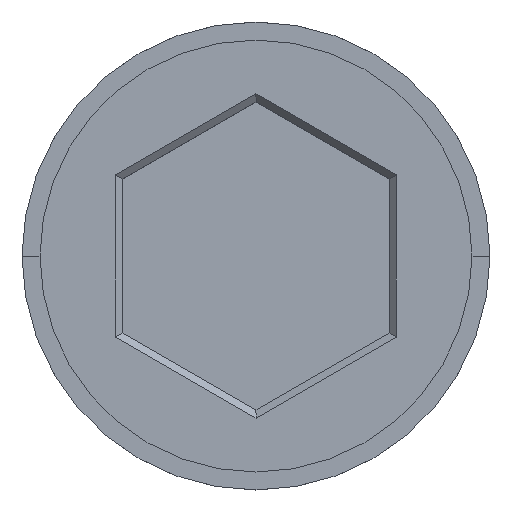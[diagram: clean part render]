
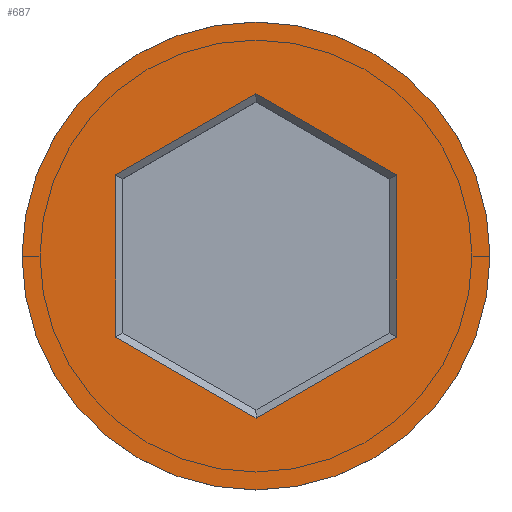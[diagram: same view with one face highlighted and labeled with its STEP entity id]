
A CAD part, top view. The second image highlights one B-rep face of the part: STEP entity #687.
In plain terms, the highlighted planar face has unit normal (0, 0, 1).
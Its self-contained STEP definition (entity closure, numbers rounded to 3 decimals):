
#1 = EDGE_CURVE ( 'NONE', #891, #1264, #675, .T. ) ;
#2 = CARTESIAN_POINT ( 'NONE',  ( -3.9, 2.136, 0. ) ) ;
#10 = LINE ( 'NONE', #2, #116 ) ;
#16 = VERTEX_POINT ( 'NONE', #1125 ) ;
#26 = VECTOR ( 'NONE', #621, 1000. ) ;
#74 = DIRECTION ( 'NONE',  ( 1., 0., 0. ) ) ;
#116 = VECTOR ( 'NONE', #921, 1000. ) ;
#140 = VECTOR ( 'NONE', #1197, 1000. ) ;
#145 = CARTESIAN_POINT ( 'NONE',  ( 6.5, 0., 0. ) ) ;
#164 = AXIS2_PLACEMENT_3D ( 'NONE', #437, #1354, #1113 ) ;
#165 = LINE ( 'NONE', #867, #26 ) ;
#224 = CARTESIAN_POINT ( 'NONE',  ( 0., 0., 0. ) ) ;
#258 = AXIS2_PLACEMENT_3D ( 'NONE', #224, #879, #74 ) ;
#267 = DIRECTION ( 'NONE',  ( 1., 0., 0. ) ) ;
#294 = EDGE_LOOP ( 'NONE', ( #533, #1314 ) ) ;
#388 = DIRECTION ( 'NONE',  ( 0., 0., 1. ) ) ;
#437 = CARTESIAN_POINT ( 'NONE',  ( 0., 0., 0. ) ) ;
#451 = VERTEX_POINT ( 'NONE', #1014 ) ;
#484 = VECTOR ( 'NONE', #1122, 1000. ) ;
#520 = EDGE_LOOP ( 'NONE', ( #622, #684, #1442, #1293, #635, #561 ) ) ;
#533 = ORIENTED_EDGE ( 'NONE', *, *, #1055, .T. ) ;
#535 = EDGE_CURVE ( 'NONE', #1264, #1288, #10, .T. ) ;
#540 = PLANE ( 'NONE',  #164 ) ;
#551 = DIRECTION ( 'NONE',  ( -0.866, 0.5, 0. ) ) ;
#561 = ORIENTED_EDGE ( 'NONE', *, *, #1184, .T. ) ;
#618 = LINE ( 'NONE', #726, #822 ) ;
#621 = DIRECTION ( 'NONE',  ( 0.866, -0.5, 0. ) ) ;
#622 = ORIENTED_EDGE ( 'NONE', *, *, #1, .T. ) ;
#635 = ORIENTED_EDGE ( 'NONE', *, *, #1374, .T. ) ;
#675 = LINE ( 'NONE', #1251, #1175 ) ;
#684 = ORIENTED_EDGE ( 'NONE', *, *, #535, .T. ) ;
#687 = ADVANCED_FACE ( 'NONE', ( #1019, #1464 ), #540, .T. ) ;
#726 = CARTESIAN_POINT ( 'NONE',  ( 0.1, -4.446, 0. ) ) ;
#759 = VERTEX_POINT ( 'NONE', #145 ) ;
#813 = VERTEX_POINT ( 'NONE', #1126 ) ;
#822 = VECTOR ( 'NONE', #1167, 1000. ) ;
#848 = CARTESIAN_POINT ( 'NONE',  ( -0.1, 4.446, 0. ) ) ;
#864 = CIRCLE ( 'NONE', #1248, 6.5 ) ;
#867 = CARTESIAN_POINT ( 'NONE',  ( 3.8, 2.309, 0. ) ) ;
#870 = CARTESIAN_POINT ( 'NONE',  ( -3.9, 2.252, 0. ) ) ;
#877 = CARTESIAN_POINT ( 'NONE',  ( -3.9, -2.252, 0. ) ) ;
#879 = DIRECTION ( 'NONE',  ( 0., 0., 1. ) ) ;
#891 = VERTEX_POINT ( 'NONE', #929 ) ;
#908 = LINE ( 'NONE', #1139, #484 ) ;
#921 = DIRECTION ( 'NONE',  ( 0., 1., 0. ) ) ;
#929 = CARTESIAN_POINT ( 'NONE',  ( 0., -4.503, 0. ) ) ;
#942 = EDGE_CURVE ( 'NONE', #1288, #813, #961, .T. ) ;
#961 = LINE ( 'NONE', #848, #140 ) ;
#967 = EDGE_CURVE ( 'NONE', #813, #451, #165, .T. ) ;
#980 = CARTESIAN_POINT ( 'NONE',  ( 3.9, -2.252, 0. ) ) ;
#986 = EDGE_CURVE ( 'NONE', #16, #759, #864, .T. ) ;
#1014 = CARTESIAN_POINT ( 'NONE',  ( 3.9, 2.252, 0. ) ) ;
#1019 = FACE_BOUND ( 'NONE', #520, .T. ) ;
#1055 = EDGE_CURVE ( 'NONE', #759, #16, #1273, .T. ) ;
#1113 = DIRECTION ( 'NONE',  ( 1., 0., 0. ) ) ;
#1122 = DIRECTION ( 'NONE',  ( 0., -1., 0. ) ) ;
#1125 = CARTESIAN_POINT ( 'NONE',  ( -6.5, 0., 0. ) ) ;
#1126 = CARTESIAN_POINT ( 'NONE',  ( 0., 4.503, 0. ) ) ;
#1139 = CARTESIAN_POINT ( 'NONE',  ( 3.9, -2.136, 0. ) ) ;
#1167 = DIRECTION ( 'NONE',  ( -0.866, -0.5, 0. ) ) ;
#1175 = VECTOR ( 'NONE', #551, 1000. ) ;
#1184 = EDGE_CURVE ( 'NONE', #1285, #891, #618, .T. ) ;
#1197 = DIRECTION ( 'NONE',  ( 0.866, 0.5, 0. ) ) ;
#1248 = AXIS2_PLACEMENT_3D ( 'NONE', #1298, #388, #267 ) ;
#1251 = CARTESIAN_POINT ( 'NONE',  ( -3.8, -2.309, 0. ) ) ;
#1264 = VERTEX_POINT ( 'NONE', #877 ) ;
#1273 = CIRCLE ( 'NONE', #258, 6.5 ) ;
#1285 = VERTEX_POINT ( 'NONE', #980 ) ;
#1288 = VERTEX_POINT ( 'NONE', #870 ) ;
#1293 = ORIENTED_EDGE ( 'NONE', *, *, #967, .T. ) ;
#1298 = CARTESIAN_POINT ( 'NONE',  ( 0., 0., 0. ) ) ;
#1314 = ORIENTED_EDGE ( 'NONE', *, *, #986, .T. ) ;
#1354 = DIRECTION ( 'NONE',  ( 0., 0., 1. ) ) ;
#1374 = EDGE_CURVE ( 'NONE', #451, #1285, #908, .T. ) ;
#1442 = ORIENTED_EDGE ( 'NONE', *, *, #942, .T. ) ;
#1464 = FACE_OUTER_BOUND ( 'NONE', #294, .T. ) ;
